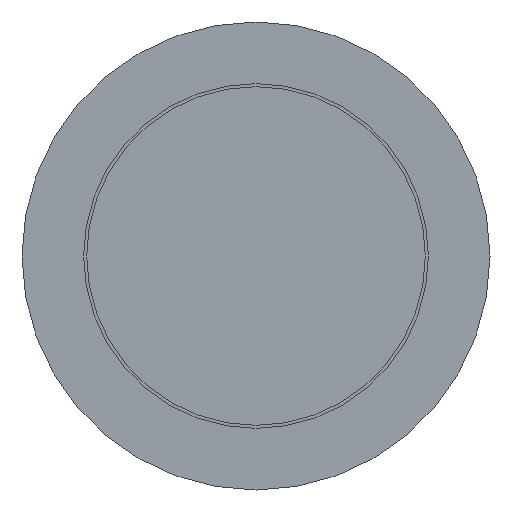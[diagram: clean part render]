
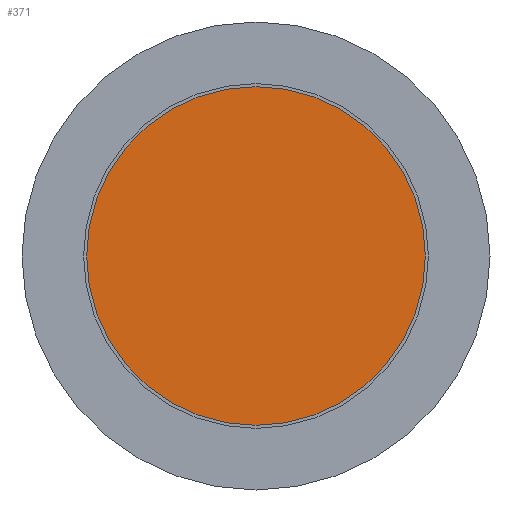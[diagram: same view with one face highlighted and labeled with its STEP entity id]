
A CAD part, front view. The second image highlights one B-rep face of the part: STEP entity #371.
In plain terms, the highlighted planar face has unit normal (0, -1, 0).
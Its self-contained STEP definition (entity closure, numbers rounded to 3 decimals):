
#8 = PLANE ( 'NONE',  #506 ) ;
#57 = DIRECTION ( 'NONE',  ( 0., 1., 0. ) ) ;
#110 = EDGE_CURVE ( 'NONE', #322, #322, #377, .T. ) ;
#194 = DIRECTION ( 'NONE',  ( 0., 0., -1. ) ) ;
#239 = CARTESIAN_POINT ( 'NONE',  ( 0., 0., -13.75 ) ) ;
#322 = VERTEX_POINT ( 'NONE', #239 ) ;
#323 = CARTESIAN_POINT ( 'NONE',  ( 0., 0., 0. ) ) ;
#333 = EDGE_LOOP ( 'NONE', ( #478 ) ) ;
#359 = FACE_OUTER_BOUND ( 'NONE', #333, .T. ) ;
#370 = DIRECTION ( 'NONE',  ( 0., -1., 0. ) ) ;
#371 = ADVANCED_FACE ( 'NONE', ( #359 ), #8, .F. ) ;
#377 = CIRCLE ( 'NONE', #457, 13.75 ) ;
#457 = AXIS2_PLACEMENT_3D ( 'NONE', #323, #370, #194 ) ;
#477 = CARTESIAN_POINT ( 'NONE',  ( -13.75, 0., 0. ) ) ;
#478 = ORIENTED_EDGE ( 'NONE', *, *, #110, .T. ) ;
#483 = DIRECTION ( 'NONE',  ( 0., 0., 1. ) ) ;
#506 = AXIS2_PLACEMENT_3D ( 'NONE', #477, #57, #483 ) ;
